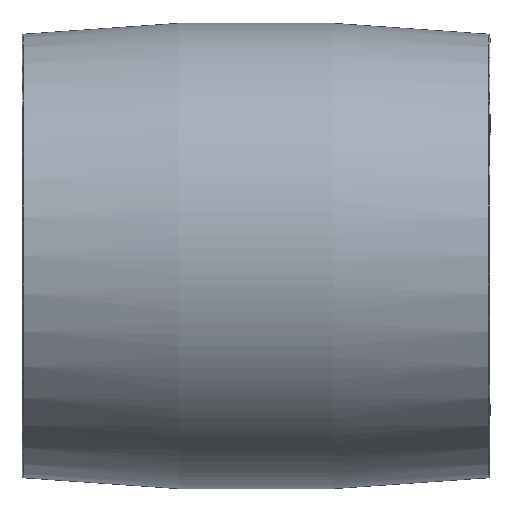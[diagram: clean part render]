
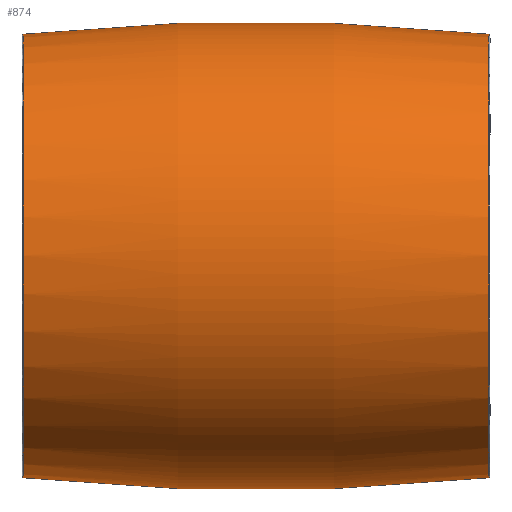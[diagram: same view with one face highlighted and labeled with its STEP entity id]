
A CAD part, top view. The second image highlights one B-rep face of the part: STEP entity #874.
In plain terms, the highlighted toroidal (fillet/blend) face has major radius 162 mm and minor radius 181 mm.
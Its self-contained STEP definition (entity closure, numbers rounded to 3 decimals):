
#40 = ORIENTED_EDGE ( 'NONE', *, *, #4246, .T. ) ;
#108 = DIRECTION ( 'NONE',  ( 0., 0., 1. ) ) ;
#209 = DIRECTION ( 'NONE',  ( -1., 0., 0. ) ) ;
#298 = CIRCLE ( 'NONE', #2926, 18.009 ) ;
#418 = VERTEX_POINT ( 'NONE', #460 ) ;
#435 = CIRCLE ( 'NONE', #4545, 18.009 ) ;
#441 = CARTESIAN_POINT ( 'NONE',  ( -18.91, 0., 0. ) ) ;
#460 = CARTESIAN_POINT ( 'NONE',  ( 18.91, -18.009, 0. ) ) ;
#530 = ORIENTED_EDGE ( 'NONE', *, *, #2492, .F. ) ;
#654 = CARTESIAN_POINT ( 'NONE',  ( -18.91, 18.009, 0. ) ) ;
#710 = CIRCLE ( 'NONE', #4150, 18.009 ) ;
#789 = EDGE_LOOP ( 'NONE', ( #4380, #4176, #2370, #40, #4516, #530 ) ) ;
#874 = ADVANCED_FACE ( 'NONE', ( #1546 ), #2296, .T. ) ;
#881 = EDGE_CURVE ( 'NONE', #4336, #3264, #435, .T. ) ;
#950 = CARTESIAN_POINT ( 'NONE',  ( 18.91, 0., 0. ) ) ;
#974 = DIRECTION ( 'NONE',  ( 0., -1., 0. ) ) ;
#1026 = CARTESIAN_POINT ( 'NONE',  ( -18.91, 0., 18.009 ) ) ;
#1082 = AXIS2_PLACEMENT_3D ( 'NONE', #3941, #108, #2866 ) ;
#1180 = CIRCLE ( 'NONE', #2890, 18.009 ) ;
#1221 = CARTESIAN_POINT ( 'NONE',  ( 0., 0., 0. ) ) ;
#1230 = DIRECTION ( 'NONE',  ( 1., 0., 0. ) ) ;
#1546 = FACE_OUTER_BOUND ( 'NONE', #789, .T. ) ;
#1695 = EDGE_CURVE ( 'NONE', #3264, #3827, #3768, .T. ) ;
#1802 = CARTESIAN_POINT ( 'NONE',  ( 18.91, 18.009, 0. ) ) ;
#1921 = DIRECTION ( 'NONE',  ( -1., 0., 0. ) ) ;
#1981 = DIRECTION ( 'NONE',  ( 1., 0., 0. ) ) ;
#2238 = VERTEX_POINT ( 'NONE', #1026 ) ;
#2277 = CARTESIAN_POINT ( 'NONE',  ( -18.91, 0., 0. ) ) ;
#2296 = TOROIDAL_SURFACE ( 'NONE', #3343, -162., 181. ) ;
#2370 = ORIENTED_EDGE ( 'NONE', *, *, #1695, .T. ) ;
#2492 = EDGE_CURVE ( 'NONE', #418, #3027, #3146, .T. ) ;
#2573 = DIRECTION ( 'NONE',  ( -1., 0., 0. ) ) ;
#2866 = DIRECTION ( 'NONE',  ( 1., 0., 0. ) ) ;
#2890 = AXIS2_PLACEMENT_3D ( 'NONE', #441, #1981, #2964 ) ;
#2926 = AXIS2_PLACEMENT_3D ( 'NONE', #2277, #1230, #4395 ) ;
#2964 = DIRECTION ( 'NONE',  ( 0., 1., 0. ) ) ;
#2991 = DIRECTION ( 'NONE',  ( 0., -1., 0. ) ) ;
#3027 = VERTEX_POINT ( 'NONE', #3918 ) ;
#3146 = CIRCLE ( 'NONE', #3521, 181. ) ;
#3264 = VERTEX_POINT ( 'NONE', #1802 ) ;
#3343 = AXIS2_PLACEMENT_3D ( 'NONE', #1221, #2573, #3741 ) ;
#3382 = EDGE_CURVE ( 'NONE', #418, #4336, #710, .T. ) ;
#3521 = AXIS2_PLACEMENT_3D ( 'NONE', #4507, #3557, #4272 ) ;
#3557 = DIRECTION ( 'NONE',  ( 0., 0., -1. ) ) ;
#3741 = DIRECTION ( 'NONE',  ( 0., -1., 0. ) ) ;
#3768 = CIRCLE ( 'NONE', #1082, 181. ) ;
#3827 = VERTEX_POINT ( 'NONE', #654 ) ;
#3918 = CARTESIAN_POINT ( 'NONE',  ( -18.91, -18.009, 0. ) ) ;
#3941 = CARTESIAN_POINT ( 'NONE',  ( 0., -162., 0. ) ) ;
#4002 = CARTESIAN_POINT ( 'NONE',  ( 18.91, 0., 0. ) ) ;
#4150 = AXIS2_PLACEMENT_3D ( 'NONE', #950, #209, #974 ) ;
#4176 = ORIENTED_EDGE ( 'NONE', *, *, #881, .T. ) ;
#4181 = CARTESIAN_POINT ( 'NONE',  ( 18.91, 0., 18.009 ) ) ;
#4246 = EDGE_CURVE ( 'NONE', #3827, #2238, #1180, .T. ) ;
#4272 = DIRECTION ( 'NONE',  ( -1., 0., 0. ) ) ;
#4336 = VERTEX_POINT ( 'NONE', #4181 ) ;
#4380 = ORIENTED_EDGE ( 'NONE', *, *, #3382, .T. ) ;
#4395 = DIRECTION ( 'NONE',  ( 0., 1., 0. ) ) ;
#4507 = CARTESIAN_POINT ( 'NONE',  ( 0., 162., 0. ) ) ;
#4516 = ORIENTED_EDGE ( 'NONE', *, *, #4565, .T. ) ;
#4545 = AXIS2_PLACEMENT_3D ( 'NONE', #4002, #1921, #2991 ) ;
#4565 = EDGE_CURVE ( 'NONE', #2238, #3027, #298, .T. ) ;
